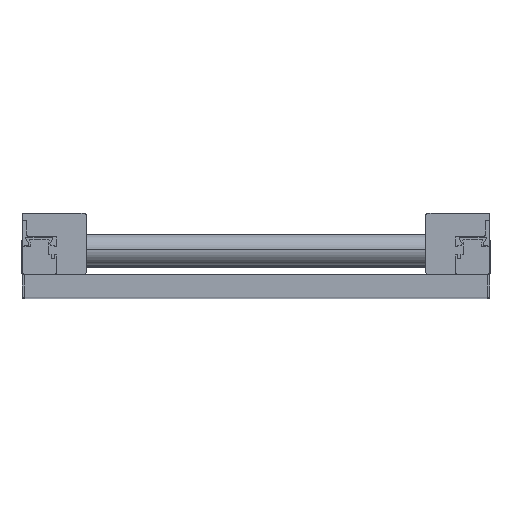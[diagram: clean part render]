
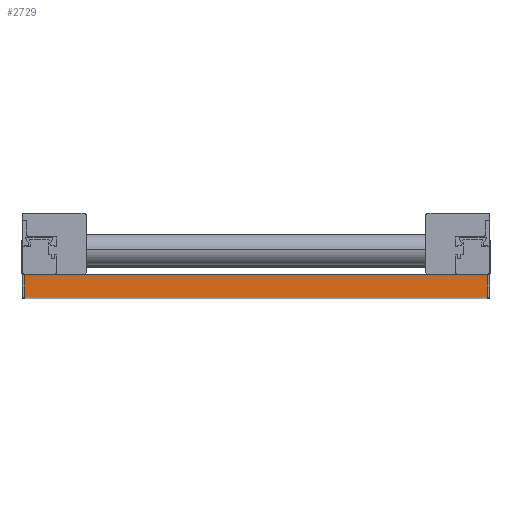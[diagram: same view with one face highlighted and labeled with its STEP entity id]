
A CAD part, top view. The second image highlights one B-rep face of the part: STEP entity #2729.
In plain terms, the highlighted planar face has unit normal (0, 0, 1).
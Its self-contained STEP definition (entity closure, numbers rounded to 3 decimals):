
#2729=ADVANCED_FACE('',(#5478),#5479,.T.);
#5478=FACE_OUTER_BOUND('',#8358,.T.);
#5479=PLANE('',#8359);
#8358=EDGE_LOOP('',(#14903,#14904,#14905,#14906,#14907,#14908,#14909));
#8359=AXIS2_PLACEMENT_3D('',#14910,#14911,#14912);
#14903=ORIENTED_EDGE('',*,*,#18269,.F.);
#14904=ORIENTED_EDGE('',*,*,#18267,.T.);
#14905=ORIENTED_EDGE('',*,*,#18263,.F.);
#14906=ORIENTED_EDGE('',*,*,#18441,.F.);
#14907=ORIENTED_EDGE('',*,*,#18442,.F.);
#14908=ORIENTED_EDGE('',*,*,#18271,.T.);
#14909=ORIENTED_EDGE('',*,*,#18259,.T.);
#14910=CARTESIAN_POINT('',(-19.5,-15.0,-225.0));
#14911=DIRECTION('',(0.0,0.0,1.0));
#14912=DIRECTION('',(0.0,-1.0,0.0));
#18259=EDGE_CURVE('',#22092,#22090,#22093,.T.);
#18263=EDGE_CURVE('',#22097,#21922,#22098,.T.);
#18267=EDGE_CURVE('',#21934,#21922,#22102,.T.);
#18269=EDGE_CURVE('',#21934,#22090,#22104,.T.);
#18271=EDGE_CURVE('',#22106,#22092,#22107,.T.);
#18441=EDGE_CURVE('',#22359,#22097,#22360,.T.);
#18442=EDGE_CURVE('',#22106,#22359,#22361,.T.);
#21922=VERTEX_POINT('',#26801);
#21934=VERTEX_POINT('',#26819);
#22090=VERTEX_POINT('',#27053);
#22092=VERTEX_POINT('',#27056);
#22093=LINE('',#27057,#27058);
#22097=VERTEX_POINT('',#27064);
#22098=LINE('',#27065,#27066);
#22102=LINE('',#27072,#27073);
#22104=LINE('',#27075,#27076);
#22106=VERTEX_POINT('',#27078);
#22107=LINE('',#27079,#27080);
#22359=VERTEX_POINT('',#27439);
#22360=LINE('',#27440,#27441);
#22361=LINE('',#27442,#27443);
#26801=CARTESIAN_POINT('',(586.5,0.0,-225.0));
#26819=CARTESIAN_POINT('',(586.5,-0.001,-225.0));
#27053=CARTESIAN_POINT('',(586.5,-30.0,-225.0));
#27056=CARTESIAN_POINT('',(-19.5,-30.0,-225.0));
#27057=CARTESIAN_POINT('',(-19.5,-30.0,-225.0));
#27058=VECTOR('',#31105,1.0);
#27064=CARTESIAN_POINT('',(547.5,0.,-225.0));
#27065=CARTESIAN_POINT('',(-19.5,0.0,-225.0));
#27066=VECTOR('',#31108,1.0);
#27072=CARTESIAN_POINT('',(586.5,0.0,-225.0));
#27073=VECTOR('',#31111,1.0);
#27075=CARTESIAN_POINT('',(586.5,-15.,-225.0));
#27076=VECTOR('',#31112,1.0);
#27078=CARTESIAN_POINT('',(-19.5,0.0,-225.0));
#27079=CARTESIAN_POINT('',(-19.5,0.0,-225.0));
#27080=VECTOR('',#31113,1.0);
#27439=CARTESIAN_POINT('',(19.5,0.,-225.0));
#27440=CARTESIAN_POINT('',(-19.5,0.0,-225.0));
#27441=VECTOR('',#31278,1.0);
#27442=CARTESIAN_POINT('',(-19.5,0.0,-225.0));
#27443=VECTOR('',#31279,1.0);
#31105=DIRECTION('',(1.0,0.0,0.0));
#31108=DIRECTION('',(1.0,0.0,0.0));
#31111=DIRECTION('',(-0.0,1.0,0.0));
#31112=DIRECTION('',(0.0,-1.0,0.0));
#31113=DIRECTION('',(0.0,-1.0,0.0));
#31278=DIRECTION('',(1.0,0.0,0.0));
#31279=DIRECTION('',(1.0,0.0,0.0));
